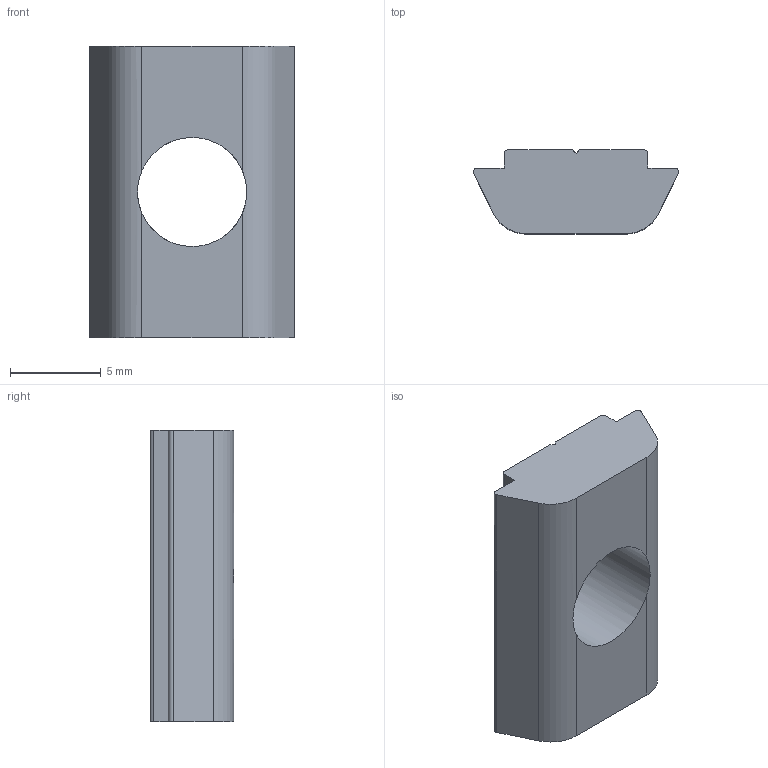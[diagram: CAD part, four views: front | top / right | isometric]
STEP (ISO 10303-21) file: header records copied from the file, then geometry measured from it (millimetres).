
FILE_DESCRIPTION((''),'2;1');
FILE_NAME('AR3471.stp','2016-07-05T14:42:40',('Konstruktor II'),(''),'Autodesk Inventor 2013','Autodesk Inventor 2013','');
FILE_SCHEMA(('AUTOMOTIVE_DESIGN { 1 0 10303 214 1 1 1 1 }'));
Length unit declared in the file: millimetre
Products named in the file (1): AR3471
Bounding box: 11.26 x 4.6 x 16 mm (x, y, z)
Volume: 548 mm3; surface area: 569.7 mm2
Topology: 1 solids, 1 shells, 23 faces, 68 edges, 45 vertices
Faces by surface type: plane 16, cylinder 7
Full cylindrical faces by diameter (mm): 6 x1
Entity records: 804 total; most frequent: CARTESIAN_POINT 152, DIRECTION 132, ORIENTED_EDGE 132, EDGE_CURVE 66, AXIS2_PLACEMENT_3D 44, VERTEX_POINT 44, VECTOR 44, LINE 44
